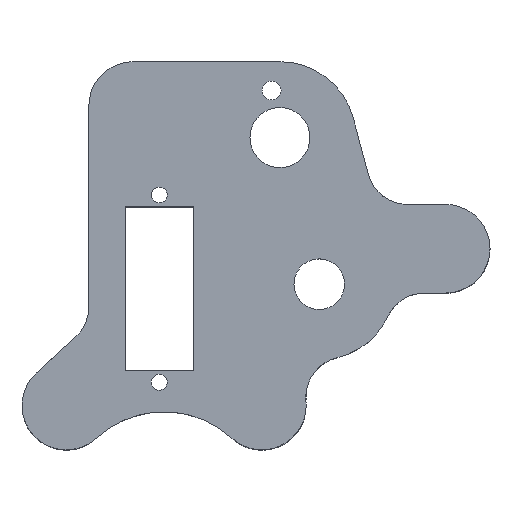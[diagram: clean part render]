
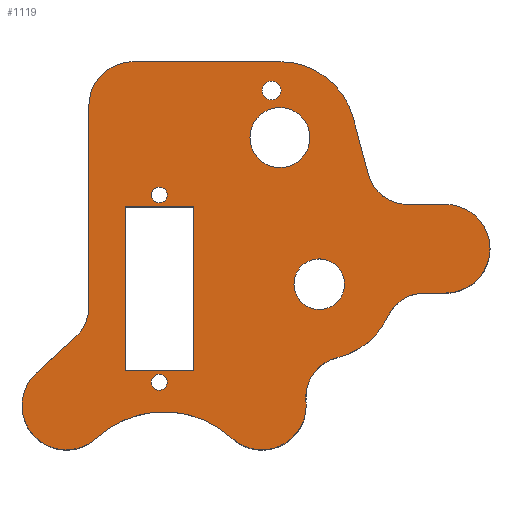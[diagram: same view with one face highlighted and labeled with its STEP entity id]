
A CAD part, top view. The second image highlights one B-rep face of the part: STEP entity #1119.
In plain terms, the highlighted planar face has unit normal (0, 0, 1).
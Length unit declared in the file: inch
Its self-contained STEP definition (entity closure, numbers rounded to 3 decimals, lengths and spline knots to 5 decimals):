
#30=FACE_BOUND('',#256,.T.);
#31=FACE_BOUND('',#257,.T.);
#32=FACE_BOUND('',#258,.T.);
#33=FACE_BOUND('',#259,.T.);
#34=FACE_BOUND('',#260,.T.);
#35=FACE_BOUND('',#261,.T.);
#83=CIRCLE('',#1177,0.2);
#86=CIRCLE('',#1183,0.49537);
#87=CIRCLE('',#1185,0.03937);
#88=CIRCLE('',#1187,0.03937);
#97=CIRCLE('',#1203,0.04688);
#102=CIRCLE('',#1211,0.14844);
#105=CIRCLE('',#1215,0.219);
#106=CIRCLE('',#1217,0.125);
#109=CIRCLE('',#1221,0.219);
#111=CIRCLE('',#1224,0.219);
#113=CIRCLE('',#1226,0.219);
#114=CIRCLE('',#1228,0.2);
#117=CIRCLE('',#1232,0.219);
#120=CIRCLE('',#1236,0.219);
#130=CIRCLE('',#1253,0.375);
#131=CIRCLE('',#1255,0.2);
#132=CIRCLE('',#1259,0.2);
#133=CIRCLE('',#1262,0.375);
#186=FACE_OUTER_BOUND('',#255,.T.);
#255=EDGE_LOOP('',(#973,#974,#975,#976,#977,#978,#979,#980,#981,#982,#983,
#984,#985,#986,#987,#988,#989,#990,#991));
#256=EDGE_LOOP('',(#992));
#257=EDGE_LOOP('',(#993));
#258=EDGE_LOOP('',(#994,#995,#996,#997));
#259=EDGE_LOOP('',(#998));
#260=EDGE_LOOP('',(#999));
#261=EDGE_LOOP('',(#1000));
#303=LINE('',#1841,#376);
#306=LINE('',#1846,#379);
#308=LINE('',#1862,#381);
#313=LINE('',#1876,#386);
#317=LINE('',#1901,#390);
#323=LINE('',#1943,#396);
#324=LINE('',#1945,#397);
#348=LINE('',#2213,#421);
#350=LINE('',#2228,#423);
#353=LINE('',#2242,#426);
#376=VECTOR('',#1348,0.3937);
#379=VECTOR('',#1353,0.3937);
#381=VECTOR('',#1357,39.37008);
#386=VECTOR('',#1368,39.37008);
#390=VECTOR('',#1378,39.37008);
#396=VECTOR('',#1404,0.3937);
#397=VECTOR('',#1407,0.3937);
#421=VECTOR('',#1565,39.37008);
#423=VECTOR('',#1569,39.37008);
#426=VECTOR('',#1578,39.37008);
#478=VERTEX_POINT('',#1838);
#479=VERTEX_POINT('',#1840);
#480=VERTEX_POINT('',#1844);
#482=VERTEX_POINT('',#1859);
#483=VERTEX_POINT('',#1861);
#488=VERTEX_POINT('',#1873);
#489=VERTEX_POINT('',#1875);
#491=VERTEX_POINT('',#1890);
#493=VERTEX_POINT('',#1899);
#497=VERTEX_POINT('',#1927);
#498=VERTEX_POINT('',#1929);
#499=VERTEX_POINT('',#1933);
#500=VERTEX_POINT('',#1937);
#501=VERTEX_POINT('',#1941);
#510=VERTEX_POINT('',#1971);
#515=VERTEX_POINT('',#2056);
#518=VERTEX_POINT('',#2067);
#522=VERTEX_POINT('',#2080);
#523=VERTEX_POINT('',#2082);
#526=VERTEX_POINT('',#2088);
#527=VERTEX_POINT('',#2092);
#528=VERTEX_POINT('',#2093);
#533=VERTEX_POINT('',#2116);
#547=VERTEX_POINT('',#2190);
#549=VERTEX_POINT('',#2203);
#551=VERTEX_POINT('',#2226);
#552=VERTEX_POINT('',#2230);
#553=VERTEX_POINT('',#2240);
#594=EDGE_CURVE('',#479,#478,#303,.T.);
#597=EDGE_CURVE('',#478,#480,#306,.T.);
#600=EDGE_CURVE('',#483,#482,#308,.T.);
#607=EDGE_CURVE('',#489,#488,#313,.T.);
#611=EDGE_CURVE('',#488,#491,#83,.T.);
#614=EDGE_CURVE('',#491,#493,#317,.T.);
#620=EDGE_CURVE('',#497,#498,#86,.T.);
#623=EDGE_CURVE('',#499,#499,#87,.T.);
#625=EDGE_CURVE('',#500,#500,#88,.T.);
#627=EDGE_CURVE('',#480,#501,#323,.T.);
#628=EDGE_CURVE('',#501,#479,#324,.T.);
#641=EDGE_CURVE('',#510,#510,#97,.T.);
#649=EDGE_CURVE('',#515,#515,#102,.T.);
#654=EDGE_CURVE('',#498,#493,#105,.T.);
#655=EDGE_CURVE('',#518,#518,#106,.T.);
#660=EDGE_CURVE('',#482,#489,#109,.T.);
#663=EDGE_CURVE('',#523,#522,#111,.T.);
#667=EDGE_CURVE('',#522,#526,#113,.T.);
#668=EDGE_CURVE('',#527,#528,#114,.T.);
#675=EDGE_CURVE('',#533,#497,#117,.T.);
#679=EDGE_CURVE('',#528,#533,#120,.T.);
#700=EDGE_CURVE('',#527,#547,#130,.T.);
#703=EDGE_CURVE('',#547,#549,#131,.T.);
#705=EDGE_CURVE('',#549,#523,#348,.T.);
#708=EDGE_CURVE('',#551,#526,#350,.T.);
#710=EDGE_CURVE('',#552,#551,#132,.T.);
#713=EDGE_CURVE('',#552,#553,#353,.T.);
#714=EDGE_CURVE('',#553,#483,#133,.T.);
#973=ORIENTED_EDGE('',*,*,#620,.F.);
#974=ORIENTED_EDGE('',*,*,#675,.F.);
#975=ORIENTED_EDGE('',*,*,#679,.F.);
#976=ORIENTED_EDGE('',*,*,#668,.F.);
#977=ORIENTED_EDGE('',*,*,#700,.T.);
#978=ORIENTED_EDGE('',*,*,#703,.T.);
#979=ORIENTED_EDGE('',*,*,#705,.T.);
#980=ORIENTED_EDGE('',*,*,#663,.T.);
#981=ORIENTED_EDGE('',*,*,#667,.T.);
#982=ORIENTED_EDGE('',*,*,#708,.F.);
#983=ORIENTED_EDGE('',*,*,#710,.F.);
#984=ORIENTED_EDGE('',*,*,#713,.T.);
#985=ORIENTED_EDGE('',*,*,#714,.T.);
#986=ORIENTED_EDGE('',*,*,#600,.T.);
#987=ORIENTED_EDGE('',*,*,#660,.T.);
#988=ORIENTED_EDGE('',*,*,#607,.T.);
#989=ORIENTED_EDGE('',*,*,#611,.T.);
#990=ORIENTED_EDGE('',*,*,#614,.T.);
#991=ORIENTED_EDGE('',*,*,#654,.F.);
#992=ORIENTED_EDGE('',*,*,#623,.T.);
#993=ORIENTED_EDGE('',*,*,#625,.T.);
#994=ORIENTED_EDGE('',*,*,#627,.T.);
#995=ORIENTED_EDGE('',*,*,#628,.T.);
#996=ORIENTED_EDGE('',*,*,#594,.T.);
#997=ORIENTED_EDGE('',*,*,#597,.T.);
#998=ORIENTED_EDGE('',*,*,#655,.F.);
#999=ORIENTED_EDGE('',*,*,#649,.F.);
#1000=ORIENTED_EDGE('',*,*,#641,.T.);
#1062=PLANE('',#1263);
#1119=ADVANCED_FACE('',(#186,#30,#31,#32,#33,#34,#35),#1062,.T.);
#1177=AXIS2_PLACEMENT_3D('',#1892,#1373,#1374);
#1183=AXIS2_PLACEMENT_3D('',#1930,#1388,#1389);
#1185=AXIS2_PLACEMENT_3D('',#1935,#1394,#1395);
#1187=AXIS2_PLACEMENT_3D('',#1939,#1399,#1400);
#1203=AXIS2_PLACEMENT_3D('',#1972,#1438,#1439);
#1211=AXIS2_PLACEMENT_3D('',#2057,#1455,#1456);
#1215=AXIS2_PLACEMENT_3D('',#2065,#1465,#1466);
#1217=AXIS2_PLACEMENT_3D('',#2068,#1469,#1470);
#1221=AXIS2_PLACEMENT_3D('',#2076,#1479,#1480);
#1224=AXIS2_PLACEMENT_3D('',#2083,#1486,#1487);
#1226=AXIS2_PLACEMENT_3D('',#2090,#1492,#1493);
#1228=AXIS2_PLACEMENT_3D('',#2094,#1496,#1497);
#1232=AXIS2_PLACEMENT_3D('',#2118,#1507,#1508);
#1236=AXIS2_PLACEMENT_3D('',#2123,#1515,#1516);
#1253=AXIS2_PLACEMENT_3D('',#2192,#1556,#1557);
#1255=AXIS2_PLACEMENT_3D('',#2205,#1561,#1562);
#1259=AXIS2_PLACEMENT_3D('',#2232,#1573,#1574);
#1262=AXIS2_PLACEMENT_3D('',#2244,#1581,#1582);
#1263=AXIS2_PLACEMENT_3D('',#2245,#1583,#1584);
#1348=DIRECTION('',(-1.,0.,0.));
#1353=DIRECTION('',(0.,1.,0.));
#1357=DIRECTION('',(-1.,0.,0.));
#1368=DIRECTION('',(0.,-1.,0.));
#1373=DIRECTION('center_axis',(0.,0.,-1.));
#1374=DIRECTION('ref_axis',(1.,0.,0.));
#1378=DIRECTION('',(-0.736,-0.676,0.));
#1388=DIRECTION('center_axis',(0.,0.,1.));
#1389=DIRECTION('ref_axis',(1.,0.,0.));
#1394=DIRECTION('center_axis',(0.,0.,-1.));
#1395=DIRECTION('ref_axis',(1.,0.,0.));
#1399=DIRECTION('center_axis',(0.,0.,-1.));
#1400=DIRECTION('ref_axis',(1.,0.,0.));
#1404=DIRECTION('',(1.,0.,0.));
#1407=DIRECTION('',(0.,-1.,0.));
#1438=DIRECTION('center_axis',(0.,0.,-1.));
#1439=DIRECTION('ref_axis',(1.,0.,0.));
#1455=DIRECTION('center_axis',(0.,0.,1.));
#1456=DIRECTION('ref_axis',(1.,0.,0.));
#1465=DIRECTION('center_axis',(0.,0.,-1.));
#1466=DIRECTION('ref_axis',(1.,0.,0.));
#1469=DIRECTION('center_axis',(0.,0.,1.));
#1470=DIRECTION('ref_axis',(1.,0.,0.));
#1479=DIRECTION('center_axis',(0.,0.,1.));
#1480=DIRECTION('ref_axis',(1.,0.,0.));
#1486=DIRECTION('center_axis',(0.,0.,1.));
#1487=DIRECTION('ref_axis',(1.,0.,0.));
#1492=DIRECTION('center_axis',(0.,0.,1.));
#1493=DIRECTION('ref_axis',(1.,0.,0.));
#1496=DIRECTION('center_axis',(0.,0.,1.));
#1497=DIRECTION('ref_axis',(1.,0.,0.));
#1507=DIRECTION('center_axis',(0.,0.,-1.));
#1508=DIRECTION('ref_axis',(1.,0.,0.));
#1515=DIRECTION('center_axis',(0.,0.,-1.));
#1516=DIRECTION('ref_axis',(1.,0.,0.));
#1556=DIRECTION('center_axis',(0.,0.,1.));
#1557=DIRECTION('ref_axis',(1.,0.,0.));
#1561=DIRECTION('center_axis',(0.,0.,-1.));
#1562=DIRECTION('ref_axis',(1.,0.,0.));
#1565=DIRECTION('',(1.,0.,0.));
#1569=DIRECTION('',(1.,0.,0.));
#1573=DIRECTION('center_axis',(0.,0.,1.));
#1574=DIRECTION('ref_axis',(1.,0.,0.));
#1578=DIRECTION('',(-0.259,0.966,0.));
#1581=DIRECTION('center_axis',(0.,0.,1.));
#1582=DIRECTION('ref_axis',(1.,0.,0.));
#1583=DIRECTION('center_axis',(0.,0.,1.));
#1584=DIRECTION('ref_axis',(1.,0.,0.));
#1838=CARTESIAN_POINT('',(-0.95984,-0.42528,1.19));
#1840=CARTESIAN_POINT('',(-0.62126,-0.42528,1.19));
#1841=CARTESIAN_POINT('',(-0.47992,-0.42528,1.19));
#1844=CARTESIAN_POINT('',(-0.95984,0.38181,1.19));
#1846=CARTESIAN_POINT('',(-0.95984,0.19091,1.19));
#1859=CARTESIAN_POINT('',(-0.91961,1.09944,1.19));
#1861=CARTESIAN_POINT('',(-0.19411,1.09944,1.19));
#1862=CARTESIAN_POINT('',(0.,1.09944,1.19));
#1873=CARTESIAN_POINT('',(-1.13861,-0.11244,1.19));
#1875=CARTESIAN_POINT('',(-1.13861,0.88044,1.19));
#1876=CARTESIAN_POINT('',(-1.13861,0.,1.19));
#1890=CARTESIAN_POINT('',(-1.20331,-0.25973,1.19));
#1892=CARTESIAN_POINT('Origin',(-1.33861,-0.11244,1.19));
#1899=CARTESIAN_POINT('',(-1.39815,-0.43872,1.19));
#1901=CARTESIAN_POINT('',(-0.42129,0.45862,1.19));
#1927=CARTESIAN_POINT('',(-0.43162,-0.76128,1.19));
#1929=CARTESIAN_POINT('',(-1.10185,-0.76128,1.19));
#1930=CARTESIAN_POINT('Origin',(-0.76673,-1.12609,1.19));
#1933=CARTESIAN_POINT('',(-0.82992,-0.48433,1.19));
#1935=CARTESIAN_POINT('Origin',(-0.79055,-0.48433,1.19));
#1937=CARTESIAN_POINT('',(-0.82992,0.44081,1.19));
#1939=CARTESIAN_POINT('Origin',(-0.79055,0.44081,1.19));
#1941=CARTESIAN_POINT('',(-0.62126,0.38181,1.19));
#1943=CARTESIAN_POINT('',(-0.31063,0.38181,1.19));
#1945=CARTESIAN_POINT('',(-0.62126,0.18006,1.19));
#1971=CARTESIAN_POINT('',(-0.18826,0.95708,1.19));
#1972=CARTESIAN_POINT('Origin',(-0.23513,0.95708,1.19));
#2056=CARTESIAN_POINT('',(-0.04568,0.72444,1.19));
#2057=CARTESIAN_POINT('Origin',(-0.19411,0.72444,1.19));
#2065=CARTESIAN_POINT('Origin',(-1.25,-0.6,1.19));
#2067=CARTESIAN_POINT('',(0.125,0.,1.19));
#2068=CARTESIAN_POINT('Origin',(0.,0.,1.19));
#2076=CARTESIAN_POINT('Origin',(-0.91961,0.88044,1.19));
#2080=CARTESIAN_POINT('',(0.844,0.1752,1.19));
#2082=CARTESIAN_POINT('',(0.625,-0.0438,1.19));
#2083=CARTESIAN_POINT('Origin',(0.625,0.1752,1.19));
#2088=CARTESIAN_POINT('',(0.625,0.3942,1.19));
#2090=CARTESIAN_POINT('Origin',(0.625,0.1752,1.19));
#2092=CARTESIAN_POINT('',(0.0871,-0.36474,1.19));
#2093=CARTESIAN_POINT('',(-0.0655,-0.57871,1.19));
#2094=CARTESIAN_POINT('Origin',(0.13355,-0.55928,1.19));
#2116=CARTESIAN_POINT('',(-0.06446,-0.6,1.19));
#2118=CARTESIAN_POINT('Origin',(-0.28346,-0.6,1.19));
#2123=CARTESIAN_POINT('Origin',(-0.28346,-0.6,1.19));
#2190=CARTESIAN_POINT('',(0.33962,-0.159,1.19));
#2192=CARTESIAN_POINT('Origin',(0.,0.,1.19));
#2203=CARTESIAN_POINT('',(0.52075,-0.0438,1.19));
#2205=CARTESIAN_POINT('Origin',(0.52075,-0.2438,1.19));
#2213=CARTESIAN_POINT('',(0.,-0.0438,1.19));
#2226=CARTESIAN_POINT('',(0.43607,0.3942,1.19));
#2228=CARTESIAN_POINT('',(0.,0.3942,1.19));
#2230=CARTESIAN_POINT('',(0.24288,0.54243,1.19));
#2232=CARTESIAN_POINT('Origin',(0.43607,0.5942,1.19));
#2240=CARTESIAN_POINT('',(0.16811,0.8215,1.19));
#2242=CARTESIAN_POINT('',(0.36222,0.09706,1.19));
#2244=CARTESIAN_POINT('Origin',(-0.19411,0.72444,1.19));
#2245=CARTESIAN_POINT('Origin',(0.,0.,1.19));
